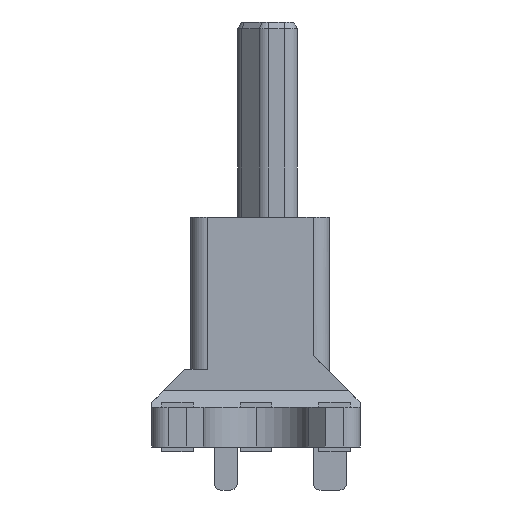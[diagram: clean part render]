
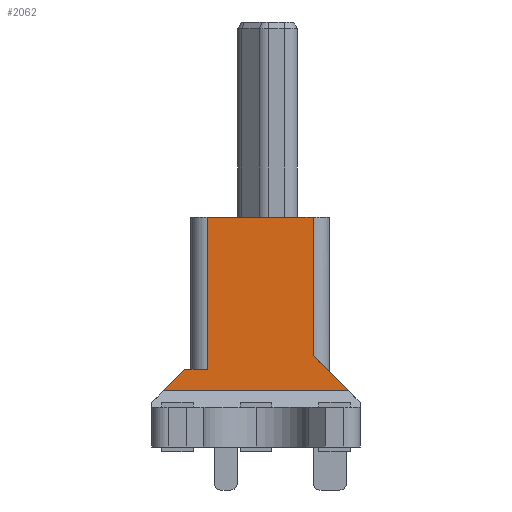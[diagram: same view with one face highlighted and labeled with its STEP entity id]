
A CAD part, left-side view. The second image highlights one B-rep face of the part: STEP entity #2062.
In plain terms, the highlighted planar face has unit normal (-1, 0, 0).
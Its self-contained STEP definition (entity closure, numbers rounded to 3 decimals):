
#390 = CARTESIAN_POINT ( 'NONE',  ( -4.275, -1.375, 0. ) ) ;
#630 = CARTESIAN_POINT ( 'NONE',  ( -4.275, -2.8, -4.6 ) ) ;
#645 = VECTOR ( 'NONE', #1499, 1000. ) ;
#766 = ORIENTED_EDGE ( 'NONE', *, *, #1335, .T. ) ;
#856 = CARTESIAN_POINT ( 'NONE',  ( -4.275, -1.375, -6.65 ) ) ;
#1335 = EDGE_CURVE ( 'NONE', #11346, #22524, #12035, .T. ) ;
#1499 = DIRECTION ( 'NONE',  ( 0., 0., 1. ) ) ;
#2062 = ADVANCED_FACE ( 'NONE', ( #20339 ), #7291, .F. ) ;
#2232 = LINE ( 'NONE', #20780, #2472 ) ;
#2347 = CARTESIAN_POINT ( 'NONE',  ( -4.275, 1.825, -5.25 ) ) ;
#2463 = VECTOR ( 'NONE', #12819, 1000. ) ;
#2472 = VECTOR ( 'NONE', #22688, 1000. ) ;
#2941 = LINE ( 'NONE', #856, #13111 ) ;
#3152 = EDGE_CURVE ( 'NONE', #6780, #6874, #15669, .T. ) ;
#3799 = ORIENTED_EDGE ( 'NONE', *, *, #11871, .F. ) ;
#3863 = DIRECTION ( 'NONE',  ( 1., 0., 0. ) ) ;
#3973 = DIRECTION ( 'NONE',  ( 0., 0., -1. ) ) ;
#4054 = CARTESIAN_POINT ( 'NONE',  ( -4.275, 1.825, -4.6 ) ) ;
#4786 = CARTESIAN_POINT ( 'NONE',  ( -4.275, 1.825, 0. ) ) ;
#5330 = LINE ( 'NONE', #22119, #2463 ) ;
#5778 = LINE ( 'NONE', #2347, #16837 ) ;
#5888 = ORIENTED_EDGE ( 'NONE', *, *, #14647, .T. ) ;
#6200 = VECTOR ( 'NONE', #10197, 1000. ) ;
#6408 = EDGE_CURVE ( 'NONE', #15247, #10629, #5330, .T. ) ;
#6780 = VERTEX_POINT ( 'NONE', #4054 ) ;
#6874 = VERTEX_POINT ( 'NONE', #17332 ) ;
#7291 = PLANE ( 'NONE',  #19475 ) ;
#7853 = DIRECTION ( 'NONE',  ( 0., 1., 0. ) ) ;
#8139 = ORIENTED_EDGE ( 'NONE', *, *, #22226, .F. ) ;
#8978 = CARTESIAN_POINT ( 'NONE',  ( -4.275, 1.825, -6.65 ) ) ;
#9454 = EDGE_LOOP ( 'NONE', ( #3799, #17857, #12557, #766, #8139, #23284, #5888 ) ) ;
#10197 = DIRECTION ( 'NONE',  ( 0., 1., 0. ) ) ;
#10629 = VERTEX_POINT ( 'NONE', #15652 ) ;
#11225 = VECTOR ( 'NONE', #7853, 1000. ) ;
#11346 = VERTEX_POINT ( 'NONE', #390 ) ;
#11871 = EDGE_CURVE ( 'NONE', #15247, #16395, #5778, .T. ) ;
#12035 = LINE ( 'NONE', #4786, #6200 ) ;
#12557 = ORIENTED_EDGE ( 'NONE', *, *, #23374, .T. ) ;
#12819 = DIRECTION ( 'NONE',  ( 0., 0.707, 0.707 ) ) ;
#13111 = VECTOR ( 'NONE', #15770, 1000. ) ;
#13482 = DIRECTION ( 'NONE',  ( 0., 1., 0. ) ) ;
#14647 = EDGE_CURVE ( 'NONE', #6874, #16395, #2232, .T. ) ;
#15247 = VERTEX_POINT ( 'NONE', #17058 ) ;
#15652 = CARTESIAN_POINT ( 'NONE',  ( -4.275, -1.375, -4.175 ) ) ;
#15669 = LINE ( 'NONE', #630, #11225 ) ;
#15770 = DIRECTION ( 'NONE',  ( 0., 0., 1. ) ) ;
#16395 = VERTEX_POINT ( 'NONE', #18264 ) ;
#16837 = VECTOR ( 'NONE', #13482, 1000. ) ;
#17058 = CARTESIAN_POINT ( 'NONE',  ( -4.275, -2.45, -5.25 ) ) ;
#17332 = CARTESIAN_POINT ( 'NONE',  ( -4.275, 2.5, -4.6 ) ) ;
#17857 = ORIENTED_EDGE ( 'NONE', *, *, #6408, .T. ) ;
#18264 = CARTESIAN_POINT ( 'NONE',  ( -4.275, 3.15, -5.25 ) ) ;
#18405 = CARTESIAN_POINT ( 'NONE',  ( -4.275, 1.825, 0. ) ) ;
#19475 = AXIS2_PLACEMENT_3D ( 'NONE', #24022, #3863, #3973 ) ;
#20339 = FACE_OUTER_BOUND ( 'NONE', #9454, .T. ) ;
#20780 = CARTESIAN_POINT ( 'NONE',  ( -4.275, 2.5, -4.6 ) ) ;
#21967 = LINE ( 'NONE', #8978, #645 ) ;
#22119 = CARTESIAN_POINT ( 'NONE',  ( -4.275, -2.8, -5.6 ) ) ;
#22226 = EDGE_CURVE ( 'NONE', #6780, #22524, #21967, .T. ) ;
#22524 = VERTEX_POINT ( 'NONE', #18405 ) ;
#22688 = DIRECTION ( 'NONE',  ( 0., 0.707, -0.707 ) ) ;
#23284 = ORIENTED_EDGE ( 'NONE', *, *, #3152, .T. ) ;
#23374 = EDGE_CURVE ( 'NONE', #10629, #11346, #2941, .T. ) ;
#24022 = CARTESIAN_POINT ( 'NONE',  ( -4.275, 1.825, -6.65 ) ) ;
